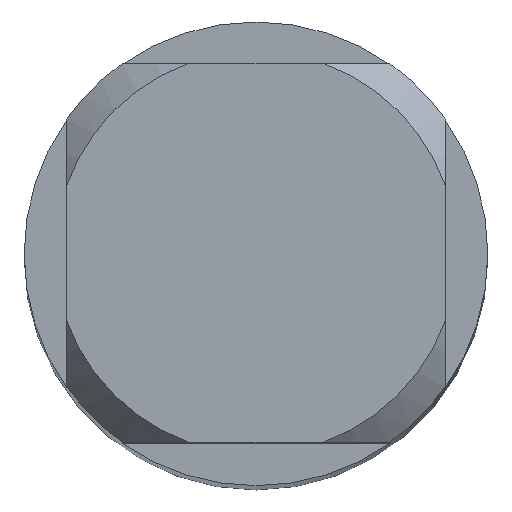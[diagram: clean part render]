
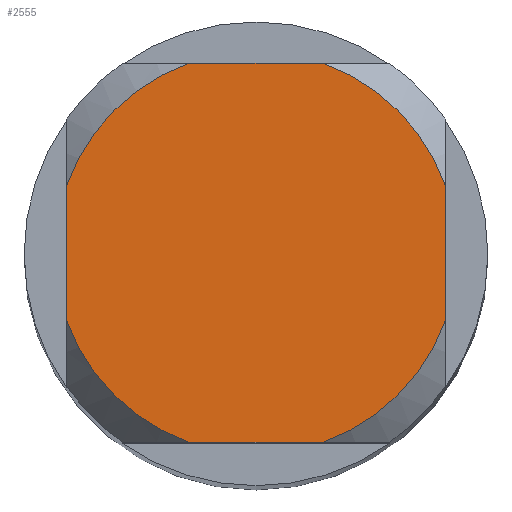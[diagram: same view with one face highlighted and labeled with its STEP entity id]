
A CAD part, top view. The second image highlights one B-rep face of the part: STEP entity #2555.
In plain terms, the highlighted planar face has unit normal (0, 0, 1).
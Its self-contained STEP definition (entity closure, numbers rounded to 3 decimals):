
#2141=EDGE_CURVE('',#4839,#2815,#6208,.T.);
#2335=VERTEX_POINT('',#6420);
#2443=VERTEX_POINT('',#6540);
#2555=ADVANCED_FACE('',(#6656),#6657,.T.);
#2815=VERTEX_POINT('',#6947);
#2999=EDGE_CURVE('',#2335,#3775,#7145,.T.);
#3053=VERTEX_POINT('',#7202);
#3111=EDGE_CURVE('',#4839,#3053,#7264,.T.);
#3177=EDGE_CURVE('',#2335,#3631,#7335,.T.);
#3261=EDGE_CURVE('',#3395,#2815,#7427,.T.);
#3395=VERTEX_POINT('',#7573);
#3511=EDGE_CURVE('',#3395,#3631,#7697,.T.);
#3631=VERTEX_POINT('',#7822);
#3693=EDGE_CURVE('',#2443,#3053,#7888,.T.);
#3775=VERTEX_POINT('',#7977);
#4839=VERTEX_POINT('',#9141);
#5335=EDGE_CURVE('',#2443,#3775,#9683,.T.);
#6208=LINE('',#10658,#10659);
#6420=CARTESIAN_POINT('',(2.45,-0.87,0.0));
#6540=CARTESIAN_POINT('',(0.87,2.45,0.0));
#6656=FACE_OUTER_BOUND('',#11465,.T.);
#6657=PLANE('',#11466);
#6947=CARTESIAN_POINT('',(-2.45,-0.87,0.0));
#7145=LINE('',#12293,#12294);
#7202=CARTESIAN_POINT('',(-0.87,2.45,0.0));
#7264=CIRCLE('',#12540,2.6);
#7335=CIRCLE('',#12651,2.6);
#7427=CIRCLE('',#12806,2.6);
#7573=CARTESIAN_POINT('',(-0.87,-2.45,0.0));
#7697=LINE('',#13275,#13276);
#7822=CARTESIAN_POINT('',(0.87,-2.45,0.0));
#7888=LINE('',#13601,#13602);
#7977=CARTESIAN_POINT('',(2.45,0.87,0.0));
#9141=CARTESIAN_POINT('',(-2.45,0.87,0.0));
#9683=CIRCLE('',#16747,2.6);
#10658=CARTESIAN_POINT('',(-2.45,0.65,0.0));
#10659=VECTOR('',#18214,1.0);
#11465=EDGE_LOOP('',(#18666,#18667,#18668,#18669,#18670,#18671,#18672,#18673));
#11466=AXIS2_PLACEMENT_3D('',#18674,#18675,#18676);
#12293=CARTESIAN_POINT('',(2.45,0.65,0.0));
#12294=VECTOR('',#19231,1.0);
#12540=AXIS2_PLACEMENT_3D('',#19335,#19336,#19337);
#12651=AXIS2_PLACEMENT_3D('',#19410,#19411,#19412);
#12806=AXIS2_PLACEMENT_3D('',#19539,#19540,#19541);
#13275=CARTESIAN_POINT('',(0.0,-2.45,0.0));
#13276=VECTOR('',#19829,1.0);
#13601=CARTESIAN_POINT('',(0.0,2.45,0.0));
#13602=VECTOR('',#19977,1.0);
#16747=AXIS2_PLACEMENT_3D('',#22220,#22221,#22222);
#18214=DIRECTION('',(-0.0,-1.0,0.0));
#18666=ORIENTED_EDGE('',*,*,#2141,.T.);
#18667=ORIENTED_EDGE('',*,*,#3261,.F.);
#18668=ORIENTED_EDGE('',*,*,#3511,.T.);
#18669=ORIENTED_EDGE('',*,*,#3177,.F.);
#18670=ORIENTED_EDGE('',*,*,#2999,.T.);
#18671=ORIENTED_EDGE('',*,*,#5335,.F.);
#18672=ORIENTED_EDGE('',*,*,#3693,.T.);
#18673=ORIENTED_EDGE('',*,*,#3111,.F.);
#18674=CARTESIAN_POINT('',(0.0,1.3,0.0));
#18675=DIRECTION('',(-0.0,0.0,1.0));
#18676=DIRECTION('',(0.0,-1.0,0.0));
#19231=DIRECTION('',(-0.0,1.0,0.0));
#19335=CARTESIAN_POINT('',(0.0,0.0,0.0));
#19336=DIRECTION('',(0.0,0.0,-1.0));
#19337=DIRECTION('',(0.0,1.0,0.0));
#19410=CARTESIAN_POINT('',(0.0,0.0,0.0));
#19411=DIRECTION('',(0.0,0.0,-1.0));
#19412=DIRECTION('',(0.0,1.0,0.0));
#19539=CARTESIAN_POINT('',(0.0,0.0,0.0));
#19540=DIRECTION('',(0.0,0.0,-1.0));
#19541=DIRECTION('',(0.0,1.0,0.0));
#19829=DIRECTION('',(1.0,0.0,0.0));
#19977=DIRECTION('',(-1.0,0.0,0.0));
#22220=CARTESIAN_POINT('',(0.0,0.0,0.0));
#22221=DIRECTION('',(0.0,0.0,-1.0));
#22222=DIRECTION('',(0.0,1.0,0.0));
